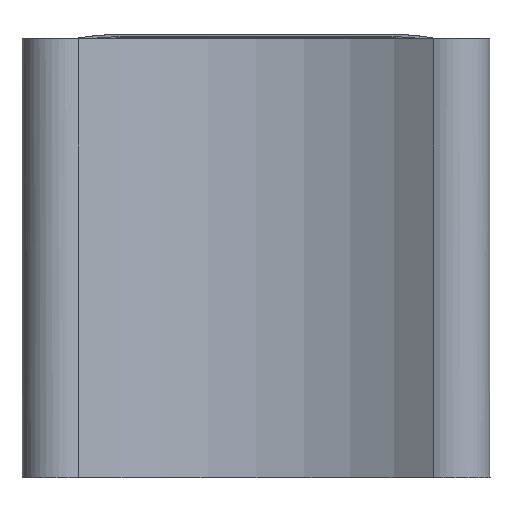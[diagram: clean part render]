
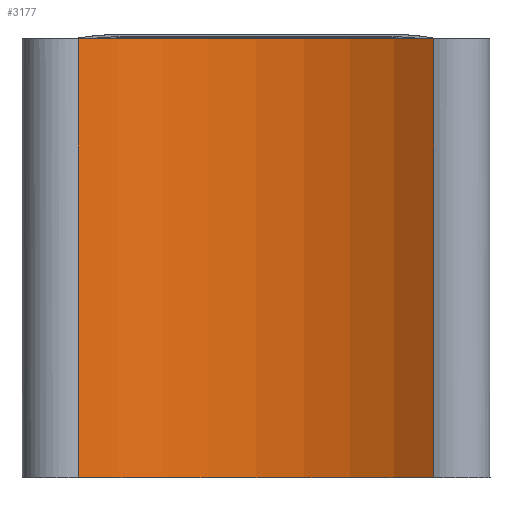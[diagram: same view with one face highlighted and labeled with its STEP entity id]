
A CAD part, front view. The second image highlights one B-rep face of the part: STEP entity #3177.
In plain terms, the highlighted cylindrical face has radius 28.5 mm (diameter 57 mm), a partial arc.
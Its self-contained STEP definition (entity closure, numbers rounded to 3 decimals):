
#142=CYLINDRICAL_SURFACE('',#3484,28.5);
#278=CIRCLE('',#3460,28.5);
#287=CIRCLE('',#3485,28.5);
#477=FACE_OUTER_BOUND('',#693,.T.);
#693=EDGE_LOOP('',(#2844,#2845,#2846,#2847));
#1017=LINE('',#10358,#1276);
#1018=LINE('',#10361,#1277);
#1276=VECTOR('',#4299,10.);
#1277=VECTOR('',#4302,10.);
#1536=VERTEX_POINT('',#10285);
#1539=VERTEX_POINT('',#10291);
#1556=VERTEX_POINT('',#10357);
#1557=VERTEX_POINT('',#10359);
#1968=EDGE_CURVE('',#1536,#1539,#278,.T.);
#1992=EDGE_CURVE('',#1539,#1556,#1017,.T.);
#1993=EDGE_CURVE('',#1557,#1556,#287,.T.);
#1994=EDGE_CURVE('',#1536,#1557,#1018,.T.);
#2844=ORIENTED_EDGE('',*,*,#1968,.T.);
#2845=ORIENTED_EDGE('',*,*,#1992,.T.);
#2846=ORIENTED_EDGE('',*,*,#1993,.F.);
#2847=ORIENTED_EDGE('',*,*,#1994,.F.);
#3177=ADVANCED_FACE('',(#477),#142,.F.);
#3460=AXIS2_PLACEMENT_3D('',#10293,#4238,#4239);
#3484=AXIS2_PLACEMENT_3D('',#10356,#4297,#4298);
#3485=AXIS2_PLACEMENT_3D('',#10360,#4300,#4301);
#4238=DIRECTION('center_axis',(0.,0.,1.));
#4239=DIRECTION('ref_axis',(1.,0.,0.));
#4297=DIRECTION('center_axis',(0.,0.,-1.));
#4298=DIRECTION('ref_axis',(1.,0.,0.));
#4299=DIRECTION('',(0.,0.,-1.));
#4300=DIRECTION('center_axis',(0.,0.,1.));
#4301=DIRECTION('ref_axis',(1.,0.,0.));
#4302=DIRECTION('',(0.,0.,-1.));
#10285=CARTESIAN_POINT('',(18.212,21.922,0.));
#10291=CARTESIAN_POINT('',(-18.212,21.922,0.));
#10293=CARTESIAN_POINT('Origin',(0.,0.,0.));
#10356=CARTESIAN_POINT('Origin',(0.,0.,0.));
#10357=CARTESIAN_POINT('',(-18.212,21.922,-45.));
#10358=CARTESIAN_POINT('',(-18.212,21.922,0.));
#10359=CARTESIAN_POINT('',(18.212,21.922,-45.));
#10360=CARTESIAN_POINT('Origin',(0.,0.,-45.));
#10361=CARTESIAN_POINT('',(18.212,21.922,0.));
